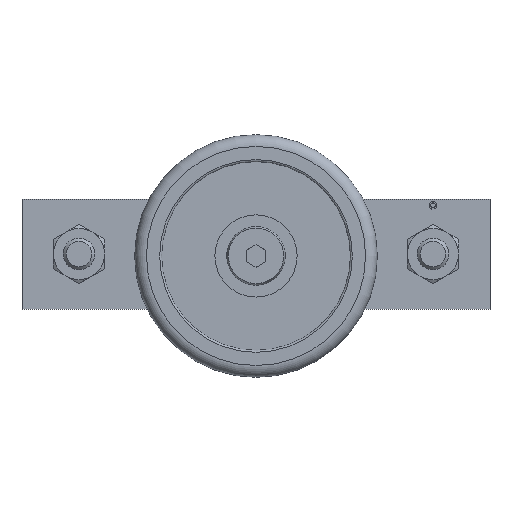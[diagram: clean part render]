
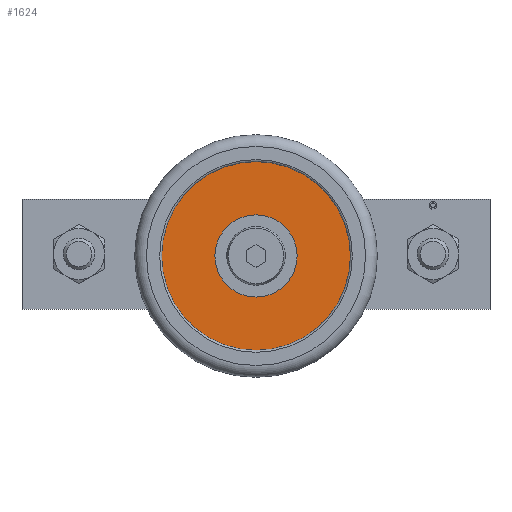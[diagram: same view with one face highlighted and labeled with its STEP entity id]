
A CAD part, top view. The second image highlights one B-rep face of the part: STEP entity #1624.
In plain terms, the highlighted face is planar.
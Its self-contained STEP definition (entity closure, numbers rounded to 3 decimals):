
#153=CIRCLE('',#1789,10.45);
#154=CIRCLE('',#1791,24.);
#463=ORIENTED_EDGE('',*,*,#655,.F.);
#464=ORIENTED_EDGE('',*,*,#654,.T.);
#654=EDGE_CURVE('',#776,#776,#153,.T.);
#655=EDGE_CURVE('',#777,#777,#154,.T.);
#776=VERTEX_POINT('',#2600);
#777=VERTEX_POINT('',#2603);
#1042=EDGE_LOOP('',(#463));
#1043=EDGE_LOOP('',(#464));
#1166=FACE_BOUND('',#1042,.T.);
#1167=FACE_BOUND('',#1043,.T.);
#1225=PLANE('',#1790);
#1624=ADVANCED_FACE('',(#1166,#1167),#1225,.F.);
#1789=AXIS2_PLACEMENT_3D('',#2599,#2141,#2142);
#1790=AXIS2_PLACEMENT_3D('',#2601,#2143,#2144);
#1791=AXIS2_PLACEMENT_3D('',#2602,#2145,#2146);
#2141=DIRECTION('',(0.,-1.,0.));
#2142=DIRECTION('',(0.,0.,-1.));
#2143=DIRECTION('',(0.,-1.,0.));
#2144=DIRECTION('',(0.,0.,-1.));
#2145=DIRECTION('',(0.,-1.,0.));
#2146=DIRECTION('',(0.,0.,-1.));
#2599=CARTESIAN_POINT('',(0.,3.3,0.));
#2600=CARTESIAN_POINT('',(0.,3.3,-10.45));
#2601=CARTESIAN_POINT('',(10.45,3.3,0.));
#2602=CARTESIAN_POINT('',(0.,3.3,0.));
#2603=CARTESIAN_POINT('',(0.,3.3,-24.));
